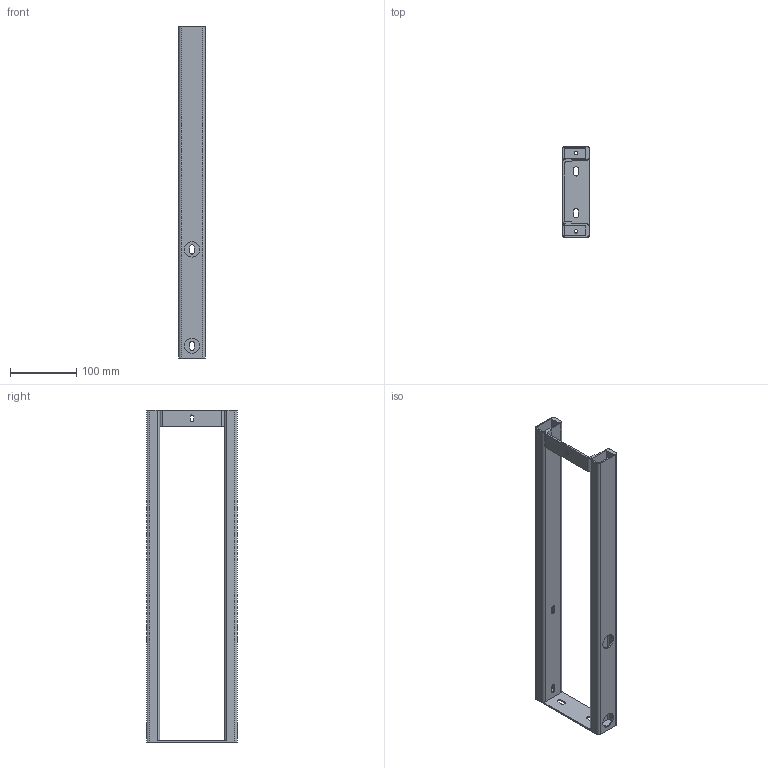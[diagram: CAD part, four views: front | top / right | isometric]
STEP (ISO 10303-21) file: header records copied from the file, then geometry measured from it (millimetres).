
FILE_DESCRIPTION((''),'2;1');
FILE_NAME('JC35TS-0336','2021-01-04T16:45:11',('Administrator'),('捷昌驱动'),'CREO PARAMETRIC BY PTC INC, 2018100','CREO PARAMETRIC BY PTC INC, 2018100','');
FILE_SCHEMA(('CONFIG_CONTROL_DESIGN'));
Length unit declared in the file: millimetre
Products named in the file (1): JC35TS-0336
Bounding box: 40 x 137 x 500 mm (x, y, z)
Volume: 231836 mm3; surface area: 226884.1 mm2
Topology: 1 solids, 1 shells, 102 faces, 298 edges, 198 vertices
Faces by surface type: cylinder 58, plane 44
Entity records: 3532 total; most frequent: DIRECTION 618, CARTESIAN_POINT 598, ORIENTED_EDGE 596, EDGE_CURVE 298, AXIS2_PLACEMENT_3D 218, VERTEX_POINT 198, VECTOR 182, LINE 182
